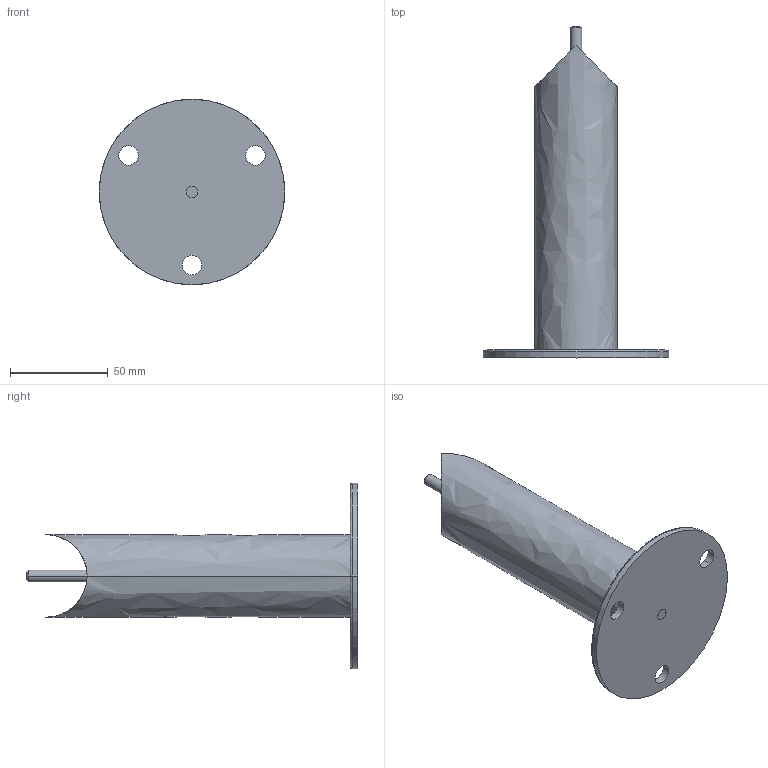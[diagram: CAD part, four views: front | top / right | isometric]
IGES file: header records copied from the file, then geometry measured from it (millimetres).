
Start section: IGES file generated from Kompas 1.0 for Windows drawing by the IGES translator from Ascon Ltd., translator version IGESOUT-5.1.
Global section: file name: 3_42,5.igs,28HKompas( 32; native system: bit ) for Windows; preprocessor: 1.0; author: Windows User; organization: unknown; date: -17850604:190555; units: millimetre
Bounding box: 95 x 170 x 95 mm (x, y, z)
Volume: 68665.5 mm3; surface area: 58836.2 mm2
Topology: 4 solids, 4 shells, 36 faces, 78 edges, 50 vertices
Faces by surface type: revolution 29, bspline 7
